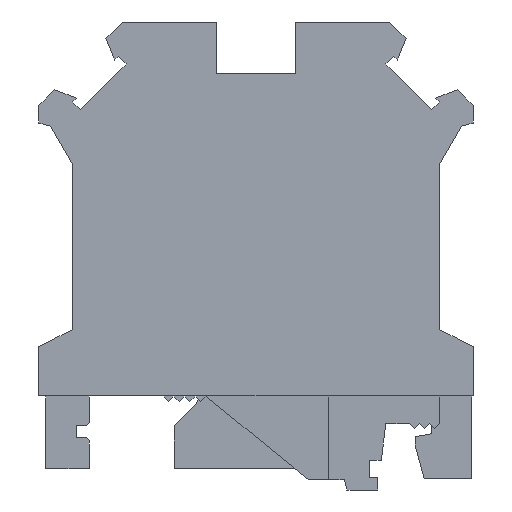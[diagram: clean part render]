
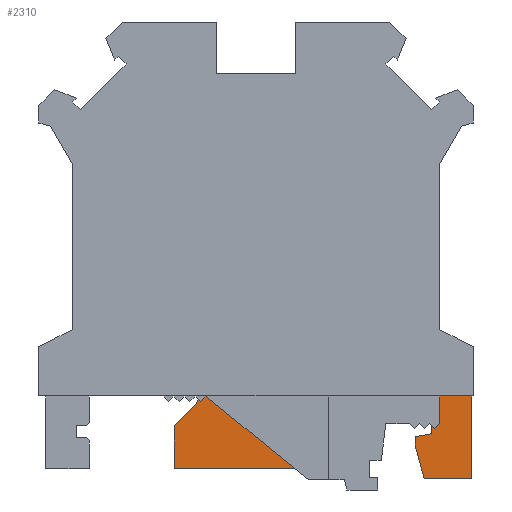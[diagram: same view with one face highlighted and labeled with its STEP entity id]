
A CAD part, left-side view. The second image highlights one B-rep face of the part: STEP entity #2310.
In plain terms, the highlighted face is planar.
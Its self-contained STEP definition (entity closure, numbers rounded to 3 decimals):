
#1200=CARTESIAN_POINT('',(-168.091,116.022,
-1.25));
#1210=DIRECTION('',(0.,0.,-1.));
#1220=DIRECTION('',(-1.,0.,0.));
#1230=AXIS2_PLACEMENT_3D('',#1200,#1210,#1220);
#1240=PLANE('',#1230);
#1250=CARTESIAN_POINT('',(0.,115.634,-1.25));
#1260=DIRECTION('',(1.,0.,0.));
#1270=VECTOR('',#1260,1.);
#1280=LINE('',#1250,#1270);
#1290=CARTESIAN_POINT('',(-176.448,115.634,
-1.25));
#1300=VERTEX_POINT('',#1290);
#1310=CARTESIAN_POINT('',(-149.814,115.634,
-1.25));
#1320=VERTEX_POINT('',#1310);
#1330=EDGE_CURVE('',#1300,#1320,#1280,.T.);
#1340=ORIENTED_EDGE('',*,*,#1330,.T.);
#1350=CARTESIAN_POINT('',(-176.448,0.,-1.25));
#1360=DIRECTION('',(0.,-1.,0.));
#1370=VECTOR('',#1360,1.);
#1380=LINE('',#1350,#1370);
#1390=CARTESIAN_POINT('',(-176.448,107.534,
-1.25));
#1400=VERTEX_POINT('',#1390);
#1410=EDGE_CURVE('',#1300,#1400,#1380,.T.);
#1420=ORIENTED_EDGE('',*,*,#1410,.F.);
#1430=CARTESIAN_POINT('',(-117.423,107.534,
-1.25));
#1440=DIRECTION('',(-1.,0.,0.));
#1450=VECTOR('',#1440,1.);
#1460=LINE('',#1430,#1450);
#1470=CARTESIAN_POINT('',(-171.806,107.534,
-1.25));
#1480=VERTEX_POINT('',#1470);
#1490=EDGE_CURVE('',#1480,#1400,#1460,.T.);
#1500=ORIENTED_EDGE('',*,*,#1490,.T.);
#1510=CARTESIAN_POINT('',(-171.755,107.724,
-1.25));
#1520=DIRECTION('',(0.259,0.966,0.));
#1530=VECTOR('',#1520,1.);
#1540=LINE('',#1510,#1530);
#1550=CARTESIAN_POINT('',(-170.948,110.734,
-1.25));
#1560=VERTEX_POINT('',#1550);
#1570=EDGE_CURVE('',#1480,#1560,#1540,.T.);
#1580=ORIENTED_EDGE('',*,*,#1570,.F.);
#1590=CARTESIAN_POINT('',(-170.948,107.724,
-1.25));
#1600=DIRECTION('',(0.,1.,0.));
#1610=VECTOR('',#1600,1.);
#1620=LINE('',#1590,#1610);
#1630=CARTESIAN_POINT('',(-170.948,111.652,
-1.25));
#1640=VERTEX_POINT('',#1630);
#1650=EDGE_CURVE('',#1560,#1640,#1620,.T.);
#1660=ORIENTED_EDGE('',*,*,#1650,.F.);
#1670=CARTESIAN_POINT('',(-117.423,102.214,
-1.25));
#1680=DIRECTION('',(-0.985,0.174,0.));
#1690=VECTOR('',#1680,1.);
#1700=LINE('',#1670,#1690);
#1710=CARTESIAN_POINT('',(-172.548,111.934,
-1.25));
#1720=VERTEX_POINT('',#1710);
#1730=EDGE_CURVE('',#1640,#1720,#1700,.T.);
#1740=ORIENTED_EDGE('',*,*,#1730,.F.);
#1750=CARTESIAN_POINT('',(-172.548,0.,-1.25));
#1760=DIRECTION('',(0.,-1.,0.));
#1770=VECTOR('',#1760,1.);
#1780=LINE('',#1750,#1770);
#1790=CARTESIAN_POINT('',(-172.548,114.934,
-1.25));
#1800=VERTEX_POINT('',#1790);
#1810=EDGE_CURVE('',#1800,#1720,#1780,.T.);
#1820=ORIENTED_EDGE('',*,*,#1810,.T.);
#1830=CARTESIAN_POINT('',(0.,114.934,-1.25));
#1840=DIRECTION('',(1.,0.,0.));
#1850=VECTOR('',#1840,1.);
#1860=LINE('',#1830,#1850);
#1870=CARTESIAN_POINT('',(-164.13,114.934,
-1.25));
#1880=VERTEX_POINT('',#1870);
#1890=EDGE_CURVE('',#1800,#1880,#1860,.T.);
#1900=ORIENTED_EDGE('',*,*,#1890,.F.);
#1910=CARTESIAN_POINT('',(-83.652,0.,-1.25));
#1920=DIRECTION('',(0.574,-0.819,0.));
#1930=VECTOR('',#1920,1.);
#1940=LINE('',#1910,#1930);
#1950=CARTESIAN_POINT('',(-159.648,108.534,
-1.25));
#1960=VERTEX_POINT('',#1950);
#1970=EDGE_CURVE('',#1880,#1960,#1940,.T.);
#1980=ORIENTED_EDGE('',*,*,#1970,.F.);
#1990=CARTESIAN_POINT('',(0.,108.534,-1.25));
#2000=DIRECTION('',(1.,0.,0.));
#2010=VECTOR('',#2000,1.);
#2020=LINE('',#1990,#2010);
#2030=CARTESIAN_POINT('',(-147.348,108.534,
-1.25));
#2040=VERTEX_POINT('',#2030);
#2050=EDGE_CURVE('',#1960,#2040,#2020,.T.);
#2060=ORIENTED_EDGE('',*,*,#2050,.F.);
#2070=CARTESIAN_POINT('',(-147.348,0.,-1.25));
#2080=DIRECTION('',(0.,1.,0.));
#2090=VECTOR('',#2080,1.);
#2100=LINE('',#2070,#2090);
#2110=CARTESIAN_POINT('',(-147.348,112.724,
-1.25));
#2120=VERTEX_POINT('',#2110);
#2130=EDGE_CURVE('',#2040,#2120,#2100,.T.);
#2140=ORIENTED_EDGE('',*,*,#2130,.F.);
#2150=CARTESIAN_POINT('',(0.,-34.624,-1.25));
#2160=DIRECTION('',(-0.707,0.707,0.));
#2170=VECTOR('',#2160,1.);
#2180=LINE('',#2150,#2170);
#2190=CARTESIAN_POINT('',(-149.458,114.834,
-1.25));
#2200=VERTEX_POINT('',#2190);
#2210=EDGE_CURVE('',#2120,#2200,#2180,.T.);
#2220=ORIENTED_EDGE('',*,*,#2210,.F.);
#2230=CARTESIAN_POINT('',(-98.331,0.,-1.25));
#2240=DIRECTION('',(-0.407,0.914,0.));
#2250=VECTOR('',#2240,1.);
#2260=LINE('',#2230,#2250);
#2270=EDGE_CURVE('',#2200,#1320,#2260,.T.);
#2280=ORIENTED_EDGE('',*,*,#2270,.F.);
#2290=EDGE_LOOP('',(#2280,#2220,#2140,#2060,#1980,#1900,#1820,#1740,
#1660,#1580,#1500,#1420,#1340));
#2300=FACE_OUTER_BOUND('',#2290,.T.);
#2310=ADVANCED_FACE('',(#2300),#1240,.T.);
